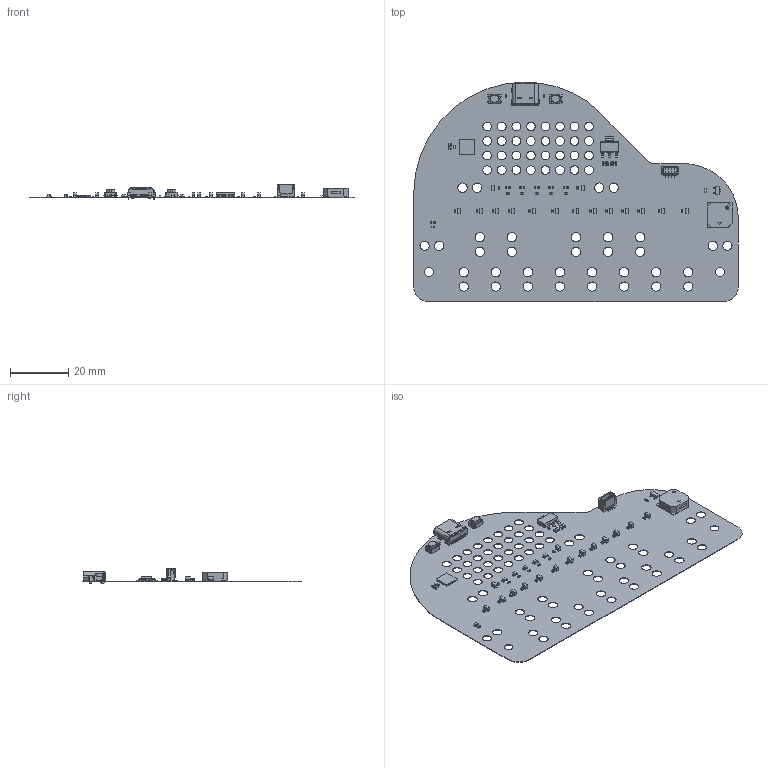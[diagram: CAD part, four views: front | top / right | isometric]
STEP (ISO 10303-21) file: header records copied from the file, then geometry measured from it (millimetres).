
FILE_DESCRIPTION(('Open CASCADE Model'),'2;1');
FILE_NAME('Open CASCADE Shape Model','2025-11-25T06:01:25',('Author'),( 'Open CASCADE'),'Open CASCADE STEP processor 7.5','Open CASCADE 7.5' ,'Unknown');
FILE_SCHEMA(('AUTOMOTIVE_DESIGN { 1 0 10303 214 1 1 1 1 }'));
Length unit declared in the file: millimetre
Products named in the file (102): PCB; Board; Open CASCADE STEP translator 7.5 1.1.1; R21; User Library-R SMD 0402; User Library-R SMD 0402_0402 BODY; User Library-R SMD 0402_0402 PAD; User Library-R SMD 0402_0402 OPIS; R20; R24; R23; R22; O4; 0603 LED Red; Pad; Pad005; Pad001; Pad004; Pad003; Lens; O2; O1; O3; O5; R19; R18; R17; R16; R15; R14; R13; R12; R11; R10; R6; R5; R3; R2; R1; C19 ...
Assembly tree (164 placements, depth 4):
  PCB
    Board
      Open CASCADE STEP translator 7.5 1.1.1
    R21
      User Library-R SMD 0402
        User Library-R SMD 0402_0402 BODY
        User Library-R SMD 0402_0402 PAD  x2
        User Library-R SMD 0402_0402 OPIS
    R20
      User Library-R SMD 0402
        User Library-R SMD 0402_0402 BODY
        User Library-R SMD 0402_0402 PAD  x2
        User Library-R SMD 0402_0402 OPIS
    R24
      User Library-R SMD 0402
        User Library-R SMD 0402_0402 BODY
        User Library-R SMD 0402_0402 PAD  x2
        User Library-R SMD 0402_0402 OPIS
    R23
      User Library-R SMD 0402
        User Library-R SMD 0402_0402 BODY
        User Library-R SMD 0402_0402 PAD  x2
        User Library-R SMD 0402_0402 OPIS
    R22
      User Library-R SMD 0402
        User Library-R SMD 0402_0402 BODY
        User Library-R SMD 0402_0402 PAD  x2
        User Library-R SMD 0402_0402 OPIS
    O4
      0603 LED Red
        Pad
        Pad005
        Pad001
        Pad004
        Pad003
        Lens
    O2
      0603 LED Red
        Pad
        Pad005
        Pad001
        Pad004
        Pad003
        Lens
    O1
      0603 LED Red
        Pad
        Pad005
        Pad001
        Pad004
        Pad003
        Lens
    O3
      0603 LED Red
        Pad
        Pad005
        Pad001
        Pad004
        Pad003
        Lens
Bounding box: 111.5 x 75.5 x 5.38 mm (x, y, z)
Volume: 1770 mm3; surface area: 14677 mm2
Topology: 235 solids, 247 shells, 6674 faces, 18522 edges, 13802 vertices
Faces by surface type: plane 4231, cylinder 1469, bspline 832, sphere 80, cone 38, torus 16, revolution 8
Full cylindrical faces by diameter (mm): 0.3 x12, 0.5 x8, 0.65 x2, 1.149 x1, 3 x34, 3.2 x34
Entity records: 148679 total; most frequent: CARTESIAN_POINT 29747, DIRECTION 19608, ORIENTED_EDGE 19132, EDGE_CURVE 9566, LINE 8496, VECTOR 8496, VERTEX_POINT 6202, AXIS2_PLACEMENT_3D 5552
